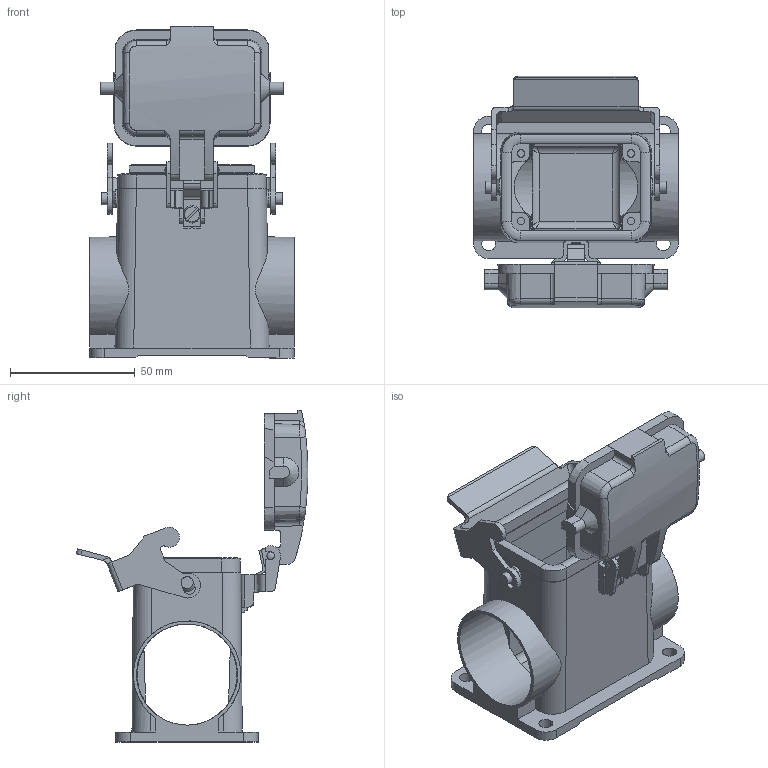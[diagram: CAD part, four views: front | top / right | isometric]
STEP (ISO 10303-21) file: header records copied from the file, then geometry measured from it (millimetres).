
FILE_DESCRIPTION((''),'2;1');
FILE_NAME('04300060268.stp','2020-07-07T15:09:09',('e.eickhoff'),(''),'Autodesk Inventor 2012','Autodesk Inventor 2012','');
FILE_SCHEMA(('AUTOMOTIVE_DESIGN { 1 0 10303 214 1 1 1 1 }'));
Length unit declared in the file: millimetre
Products named in the file (3): 04300060268; Metallbügel 1
Assembly tree (2 placements, depth 2):
  04300060268
    04300060268
    Metallbügel 1
Bounding box: 82 x 92.87 x 132.94 mm (x, y, z)
Volume: 90791.8 mm3; surface area: 57495.6 mm2
Topology: 4 solids, 4 shells, 434 faces, 1177 edges, 754 vertices
Faces by surface type: plane 232, cylinder 136, bspline 29, cone 21, torus 10, sphere 6
Full cylindrical faces by diameter (mm): 3 x6, 3.05 x1, 4.8 x2, 5.6 x4, 7 x3, 40.5 x2
Entity records: 14434 total; most frequent: CARTESIAN_POINT 3362, ORIENTED_EDGE 2276, DIRECTION 2253, EDGE_CURVE 1138, AXIS2_PLACEMENT_3D 773, VERTEX_POINT 740, VECTOR 707, LINE 707
